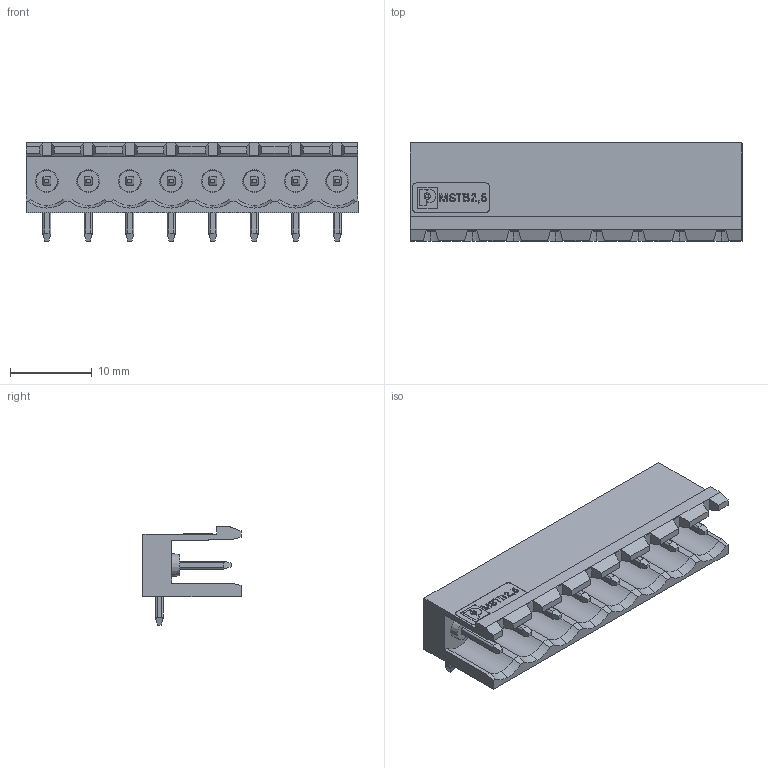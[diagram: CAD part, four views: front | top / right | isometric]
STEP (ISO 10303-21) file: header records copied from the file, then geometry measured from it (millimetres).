
FILE_DESCRIPTION(('STEP AP214'),'1');
FILE_NAME('cctmp_D6986CCB-8059-40B3-B46B-12EABA3CAD53_2023_02_03_14_47_06_0858_6608..stp','2023-02-03T14:47:07',('PHOENIX CONTACT Deutschland GmbH'),('CADClick - www.CADClick.com'),'Spatial InterOp 3D',' ','unknown authorization');
FILE_SCHEMA(('AUTOMOTIVE_DESIGN'));
Length unit declared in the file: millimetre
Products named in the file (10): 2023_02_03_14_47_06_0420; 2023_02_03_14_47_06_0858; 2023_02_03_14_47_06_0842; 2023_02_03_14_47_06_0826; 2023_02_03_14_47_06_0811; 2023_02_03_14_47_06_0795; 2023_02_03_14_47_06_0779; 2023_02_03_14_47_06_0764; 2023_02_03_14_47_06_0748; 2023_02_03_14_47_06_0717
Assembly tree (9 placements, depth 2):
  2023_02_03_14_47_06_0420
    2023_02_03_14_47_06_0858
    2023_02_03_14_47_06_0842
    2023_02_03_14_47_06_0826
    2023_02_03_14_47_06_0811
    2023_02_03_14_47_06_0795
    2023_02_03_14_47_06_0779
    2023_02_03_14_47_06_0764
    2023_02_03_14_47_06_0748
    2023_02_03_14_47_06_0717
Bounding box: 40.64 x 12 x 12.07 mm (x, y, z)
Volume: 1818.9 mm3; surface area: 3189.7 mm2
Topology: 9 solids, 9 shells, 899 faces, 2497 edges, 1638 vertices
Faces by surface type: plane 593, cylinder 226, bspline 32, cone 32, sphere 16
Entity records: 62998 total; most frequent: CARTESIAN_POINT 26564, ORIENTED_EDGE 4994, DIRECTION 4655, EDGE_CURVE 2497, STYLED_ITEM 2060, PRESENTATION_STYLE_ASSIGNMENT 2060, COLOUR_RGB 2060, LINE 1837
